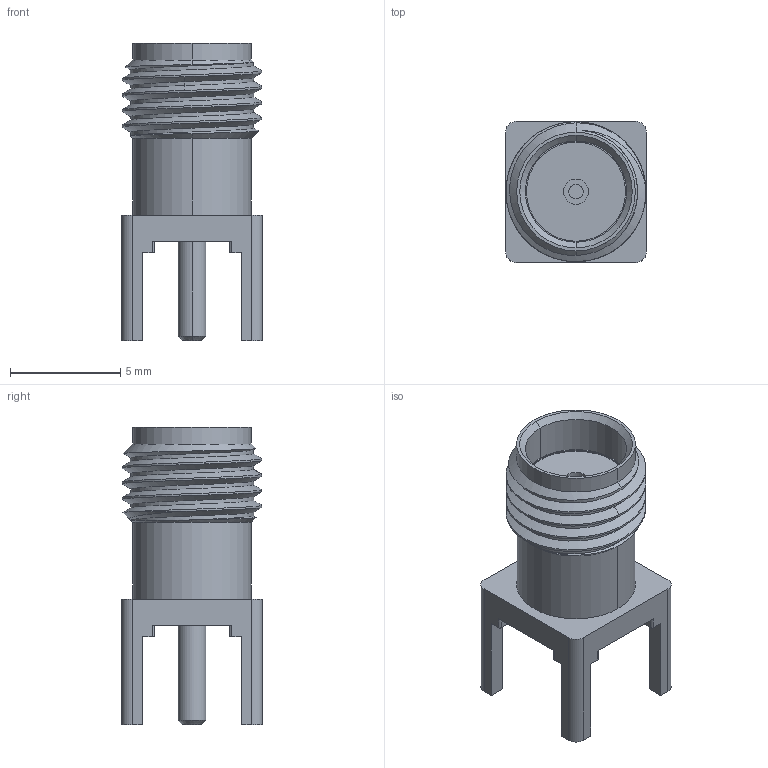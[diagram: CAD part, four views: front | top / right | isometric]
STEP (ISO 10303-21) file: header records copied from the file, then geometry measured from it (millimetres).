
FILE_DESCRIPTION((''),'2;1');
FILE_NAME('C-5-1814832-2','2020-02-05T06:29:56',('workeradm'),('TE Connectivity Ltd.'),'CREO PARAMETRIC BY PTC INC, 2019030','CREO PARAMETRIC BY PTC INC, 2019030','');
FILE_SCHEMA(('AUTOMOTIVE_DESIGN { 1 0 10303 214 1 1 1 1 }'));
Length unit declared in the file: millimetre
Products named in the file (1): C-5-1814832-2
Bounding box: 6.4 x 6.4 x 13.5 mm (x, y, z)
Volume: 231.4 mm3; surface area: 399.5 mm2
Topology: 1 solids, 1 shells, 90 faces, 236 edges, 154 vertices
Faces by surface type: plane 40, cylinder 36, cone 8, bspline 6
Entity records: 4967 total; most frequent: CARTESIAN_POINT 2364, ORIENTED_EDGE 472, DIRECTION 448, EDGE_CURVE 236, VERTEX_POINT 154, AXIS2_PLACEMENT_3D 153, VECTOR 142, LINE 142
